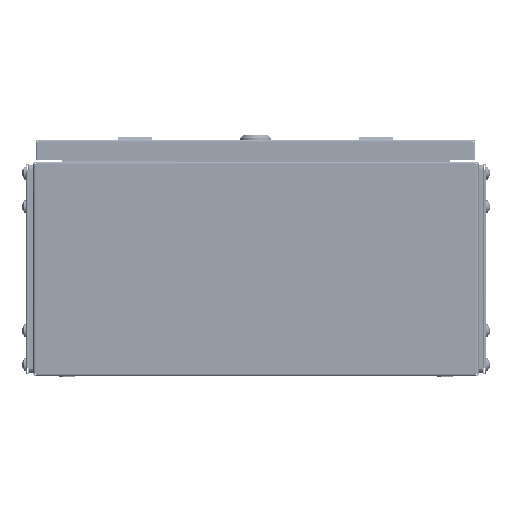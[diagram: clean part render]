
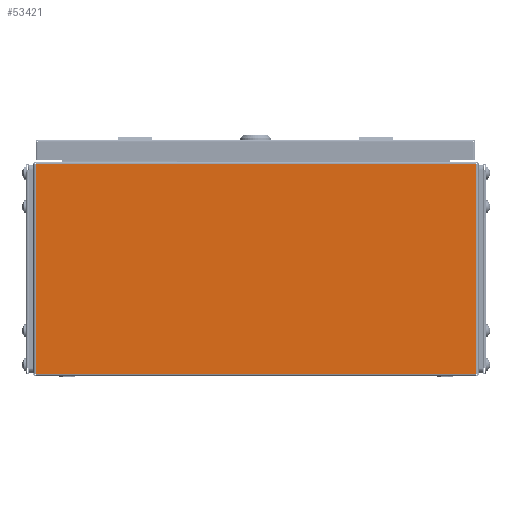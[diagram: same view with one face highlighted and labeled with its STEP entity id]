
A CAD part, left-side view. The second image highlights one B-rep face of the part: STEP entity #53421.
In plain terms, the highlighted planar face has unit normal (-1, 0, 0).
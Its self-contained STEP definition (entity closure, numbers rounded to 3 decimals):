
#1050 = ORIENTED_EDGE ( 'NONE', *, *, #56332, .T. ) ;
#3609 = CARTESIAN_POINT ( 'NONE',  ( -250., 0., 0. ) ) ;
#8568 = EDGE_CURVE ( 'NONE', #55338, #51042, #69109, .T. ) ;
#12661 = EDGE_LOOP ( 'NONE', ( #1050, #55118, #21533, #56988 ) ) ;
#13305 = VECTOR ( 'NONE', #59881, 1000. ) ;
#15759 = AXIS2_PLACEMENT_3D ( 'NONE', #3609, #81744, #75784 ) ;
#16901 = VERTEX_POINT ( 'NONE', #61909 ) ;
#17181 = LINE ( 'NONE', #49641, #62215 ) ;
#21533 = ORIENTED_EDGE ( 'NONE', *, *, #26613, .F. ) ;
#22959 = DIRECTION ( 'NONE',  ( 0., 0., 1. ) ) ;
#22992 = DIRECTION ( 'NONE',  ( 0., 1., 0. ) ) ;
#24613 = CARTESIAN_POINT ( 'NONE',  ( -250., 195.5, 187.5 ) ) ;
#26613 = EDGE_CURVE ( 'NONE', #55338, #16901, #54223, .T. ) ;
#32561 = CARTESIAN_POINT ( 'NONE',  ( -250., -195.5, 187.5 ) ) ;
#36013 = FACE_OUTER_BOUND ( 'NONE', #12661, .T. ) ;
#45454 = VECTOR ( 'NONE', #22959, 1000. ) ;
#48691 = CARTESIAN_POINT ( 'NONE',  ( -250., -195.5, 1. ) ) ;
#49641 = CARTESIAN_POINT ( 'NONE',  ( -250., 195.5, 0. ) ) ;
#49741 = PLANE ( 'NONE',  #15759 ) ;
#49903 = CARTESIAN_POINT ( 'NONE',  ( -250., -195.5, 0. ) ) ;
#51042 = VERTEX_POINT ( 'NONE', #81270 ) ;
#53421 = ADVANCED_FACE ( 'NONE', ( #36013 ), #49741, .F. ) ;
#54223 = LINE ( 'NONE', #60213, #58525 ) ;
#55118 = ORIENTED_EDGE ( 'NONE', *, *, #83883, .T. ) ;
#55338 = VERTEX_POINT ( 'NONE', #48691 ) ;
#56332 = EDGE_CURVE ( 'NONE', #51042, #83043, #65869, .T. ) ;
#56988 = ORIENTED_EDGE ( 'NONE', *, *, #8568, .T. ) ;
#58525 = VECTOR ( 'NONE', #22992, 1000. ) ;
#59881 = DIRECTION ( 'NONE',  ( 0., 1., 0. ) ) ;
#60213 = CARTESIAN_POINT ( 'NONE',  ( -250., 195.5, 1. ) ) ;
#61909 = CARTESIAN_POINT ( 'NONE',  ( -250., 195.5, 1. ) ) ;
#62215 = VECTOR ( 'NONE', #63718, 1000. ) ;
#63718 = DIRECTION ( 'NONE',  ( 0., 0., -1. ) ) ;
#65869 = LINE ( 'NONE', #32561, #13305 ) ;
#69109 = LINE ( 'NONE', #49903, #45454 ) ;
#75784 = DIRECTION ( 'NONE',  ( 0., 0., -1. ) ) ;
#81270 = CARTESIAN_POINT ( 'NONE',  ( -250., -195.5, 187.5 ) ) ;
#81744 = DIRECTION ( 'NONE',  ( 1., 0., 0. ) ) ;
#83043 = VERTEX_POINT ( 'NONE', #24613 ) ;
#83883 = EDGE_CURVE ( 'NONE', #83043, #16901, #17181, .T. ) ;
